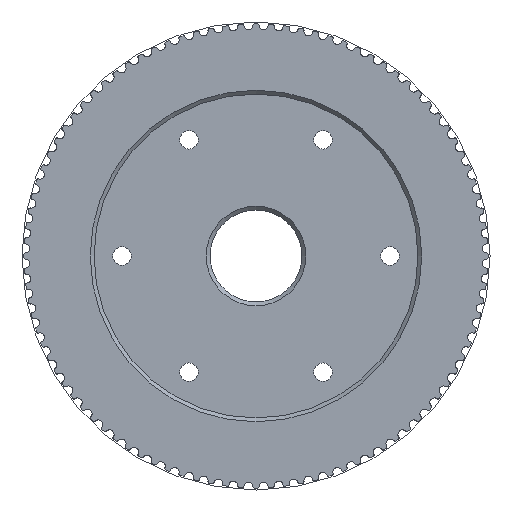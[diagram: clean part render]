
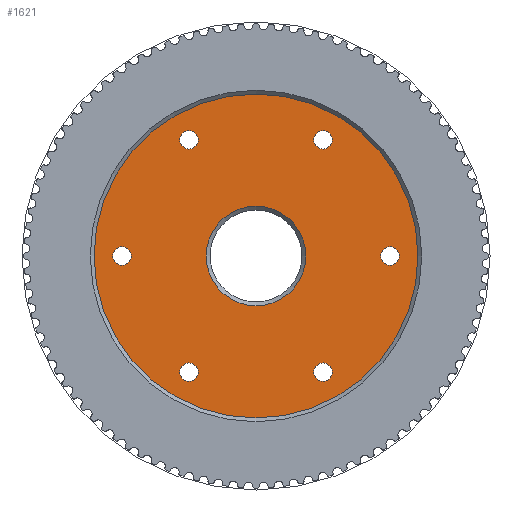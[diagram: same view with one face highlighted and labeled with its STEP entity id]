
A CAD part, front view. The second image highlights one B-rep face of the part: STEP entity #1621.
In plain terms, the highlighted planar face has unit normal (0, -1, 0).
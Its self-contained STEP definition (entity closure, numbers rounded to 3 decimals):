
#1220=PLANE('',#8935);
#1621=ADVANCED_FACE('',(#2066,#2067,#2068,#2069,#2070,#2071,#2072,#2073),
#1220,.F.);
#2066=FACE_BOUND('',#2518,.T.);
#2067=FACE_BOUND('',#2519,.T.);
#2068=FACE_BOUND('',#2520,.T.);
#2069=FACE_BOUND('',#2521,.T.);
#2070=FACE_BOUND('',#2522,.T.);
#2071=FACE_BOUND('',#2523,.T.);
#2072=FACE_BOUND('',#2524,.T.);
#2073=FACE_BOUND('',#2525,.T.);
#2518=EDGE_LOOP('',(#4888));
#2519=EDGE_LOOP('',(#4889));
#2520=EDGE_LOOP('',(#4890));
#2521=EDGE_LOOP('',(#4891));
#2522=EDGE_LOOP('',(#4892));
#2523=EDGE_LOOP('',(#4893));
#2524=EDGE_LOOP('',(#4894));
#2525=EDGE_LOOP('',(#4895));
#4888=ORIENTED_EDGE('',*,*,#6895,.T.);
#4889=ORIENTED_EDGE('',*,*,#6896,.F.);
#4890=ORIENTED_EDGE('',*,*,#6897,.F.);
#4891=ORIENTED_EDGE('',*,*,#6898,.F.);
#4892=ORIENTED_EDGE('',*,*,#6899,.F.);
#4893=ORIENTED_EDGE('',*,*,#6900,.F.);
#4894=ORIENTED_EDGE('',*,*,#6901,.F.);
#4895=ORIENTED_EDGE('',*,*,#6894,.F.);
#5708=VERTEX_POINT('',#14138);
#5709=VERTEX_POINT('',#14141);
#5710=VERTEX_POINT('',#14143);
#5711=VERTEX_POINT('',#14145);
#5712=VERTEX_POINT('',#14147);
#5713=VERTEX_POINT('',#14149);
#5714=VERTEX_POINT('',#14151);
#5715=VERTEX_POINT('',#14153);
#6894=EDGE_CURVE('',#5708,#5708,#7701,.T.);
#6895=EDGE_CURVE('',#5709,#5709,#7702,.T.);
#6896=EDGE_CURVE('',#5710,#5710,#7703,.T.);
#6897=EDGE_CURVE('',#5711,#5711,#7704,.T.);
#6898=EDGE_CURVE('',#5712,#5712,#7705,.T.);
#6899=EDGE_CURVE('',#5713,#5713,#7706,.T.);
#6900=EDGE_CURVE('',#5714,#5714,#7707,.T.);
#6901=EDGE_CURVE('',#5715,#5715,#7708,.T.);
#7701=CIRCLE('',#8926,21.15);
#7702=CIRCLE('',#8928,6.5);
#7703=CIRCLE('',#8929,1.2);
#7704=CIRCLE('',#8930,1.2);
#7705=CIRCLE('',#8931,1.2);
#7706=CIRCLE('',#8932,1.2);
#7707=CIRCLE('',#8933,1.2);
#7708=CIRCLE('',#8934,1.2);
#8926=AXIS2_PLACEMENT_3D('',#14137,#11719,#11720);
#8928=AXIS2_PLACEMENT_3D('',#14140,#11723,#11724);
#8929=AXIS2_PLACEMENT_3D('',#14142,#11725,#11726);
#8930=AXIS2_PLACEMENT_3D('',#14144,#11727,#11728);
#8931=AXIS2_PLACEMENT_3D('',#14146,#11729,#11730);
#8932=AXIS2_PLACEMENT_3D('',#14148,#11731,#11732);
#8933=AXIS2_PLACEMENT_3D('',#14150,#11733,#11734);
#8934=AXIS2_PLACEMENT_3D('',#14152,#11735,#11736);
#8935=AXIS2_PLACEMENT_3D('',#14154,#11737,#11738);
#11719=DIRECTION('',(0.,1.,0.));
#11720=DIRECTION('',(0.,0.,-1.));
#11723=DIRECTION('',(0.,1.,0.));
#11724=DIRECTION('',(0.,0.,1.));
#11725=DIRECTION('',(0.,-1.,0.));
#11726=DIRECTION('',(0.,0.,1.));
#11727=DIRECTION('',(0.,-1.,0.));
#11728=DIRECTION('',(0.,0.,1.));
#11729=DIRECTION('',(0.,-1.,0.));
#11730=DIRECTION('',(0.,0.,1.));
#11731=DIRECTION('',(0.,-1.,0.));
#11732=DIRECTION('',(0.,0.,1.));
#11733=DIRECTION('',(0.,-1.,0.));
#11734=DIRECTION('',(0.,0.,1.));
#11735=DIRECTION('',(0.,-1.,0.));
#11736=DIRECTION('',(0.,0.,1.));
#11737=DIRECTION('',(0.,1.,0.));
#11738=DIRECTION('',(0.,0.,1.));
#14137=CARTESIAN_POINT('',(0.,-6.5,0.));
#14138=CARTESIAN_POINT('',(0.,-6.5,-21.15));
#14140=CARTESIAN_POINT('',(0.,-6.5,0.));
#14141=CARTESIAN_POINT('',(0.,-6.5,6.5));
#14142=CARTESIAN_POINT('',(-8.75,-6.5,-15.155));
#14143=CARTESIAN_POINT('',(-8.75,-6.5,-13.955));
#14144=CARTESIAN_POINT('',(8.75,-6.5,-15.155));
#14145=CARTESIAN_POINT('',(8.75,-6.5,-13.955));
#14146=CARTESIAN_POINT('',(17.5,-6.5,0.));
#14147=CARTESIAN_POINT('',(17.5,-6.5,1.2));
#14148=CARTESIAN_POINT('',(8.75,-6.5,15.155));
#14149=CARTESIAN_POINT('',(8.75,-6.5,16.355));
#14150=CARTESIAN_POINT('',(-8.75,-6.5,15.155));
#14151=CARTESIAN_POINT('',(-8.75,-6.5,16.355));
#14152=CARTESIAN_POINT('',(-17.5,-6.5,0.));
#14153=CARTESIAN_POINT('',(-17.5,-6.5,1.2));
#14154=CARTESIAN_POINT('',(0.,-6.5,-21.15));
